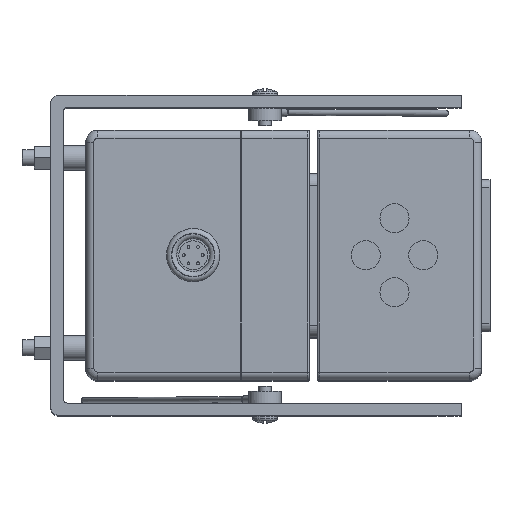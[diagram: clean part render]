
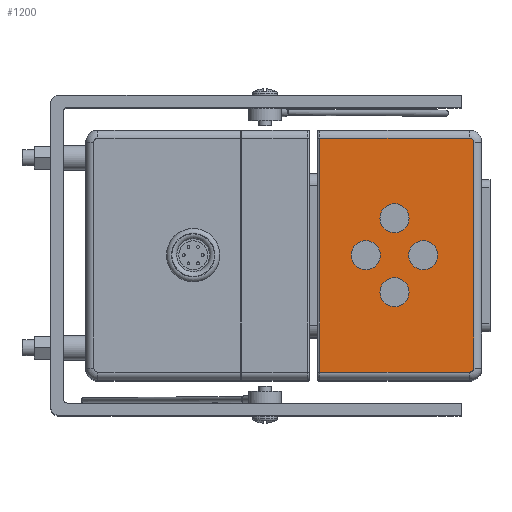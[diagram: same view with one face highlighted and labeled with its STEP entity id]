
A CAD part, top view. The second image highlights one B-rep face of the part: STEP entity #1200.
In plain terms, the highlighted planar face has unit normal (0, 0, 1).
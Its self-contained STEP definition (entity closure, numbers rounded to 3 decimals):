
#28 = FACE_BOUND ( 'NONE', #6379, .T. ) ;
#392 = CIRCLE ( 'NONE', #14134, 3.544 ) ;
#411 = VERTEX_POINT ( 'NONE', #4464 ) ;
#1094 = VECTOR ( 'NONE', #15646, 1000. ) ;
#1180 = CARTESIAN_POINT ( 'NONE',  ( 119.81, 47.95, 23.27 ) ) ;
#1200 = ADVANCED_FACE ( 'NONE', ( #12643, #5380, #28, #4390, #9732 ), #15091, .F. ) ;
#1480 = EDGE_CURVE ( 'NONE', #13948, #10955, #13848, .T. ) ;
#1519 = EDGE_LOOP ( 'NONE', ( #12510 ) ) ;
#1585 = ORIENTED_EDGE ( 'NONE', *, *, #13115, .F. ) ;
#1602 = CARTESIAN_POINT ( 'NONE',  ( 123.265, 38.95, 23.27 ) ) ;
#2375 = AXIS2_PLACEMENT_3D ( 'NONE', #10053, #5668, #8387 ) ;
#2482 = EDGE_CURVE ( 'NONE', #10955, #6790, #16421, .T. ) ;
#3354 = ORIENTED_EDGE ( 'NONE', *, *, #14452, .F. ) ;
#3570 = CIRCLE ( 'NONE', #15620, 1. ) ;
#3665 = CARTESIAN_POINT ( 'NONE',  ( 134.518, 11.45, 23.27 ) ) ;
#3848 = AXIS2_PLACEMENT_3D ( 'NONE', #1602, #8273, #9589 ) ;
#4282 = CARTESIAN_POINT ( 'NONE',  ( 47.018, 67.45, 23.27 ) ) ;
#4339 = DIRECTION ( 'NONE',  ( 0., 0., 1. ) ) ;
#4390 = FACE_BOUND ( 'NONE', #1519, .T. ) ;
#4464 = CARTESIAN_POINT ( 'NONE',  ( 112.81, 38.95, 23.27 ) ) ;
#4657 = CARTESIAN_POINT ( 'NONE',  ( 134.518, 11.45, 23.27 ) ) ;
#4935 = LINE ( 'NONE', #10282, #1094 ) ;
#5148 = CARTESIAN_POINT ( 'NONE',  ( 134.518, 10.45, 23.27 ) ) ;
#5380 = FACE_BOUND ( 'NONE', #9402, .T. ) ;
#5668 = DIRECTION ( 'NONE',  ( 0., 0., 1. ) ) ;
#5720 = DIRECTION ( 'NONE',  ( 0., -1., 0. ) ) ;
#5841 = VECTOR ( 'NONE', #6476, 1000. ) ;
#6042 = CARTESIAN_POINT ( 'NONE',  ( 134.518, 10.45, 23.27 ) ) ;
#6201 = VERTEX_POINT ( 'NONE', #14533 ) ;
#6379 = EDGE_LOOP ( 'NONE', ( #1585 ) ) ;
#6476 = DIRECTION ( 'NONE',  ( 1., 0., 0. ) ) ;
#6493 = ORIENTED_EDGE ( 'NONE', *, *, #1480, .T. ) ;
#6631 = DIRECTION ( 'NONE',  ( -1., 0., 0. ) ) ;
#6790 = VERTEX_POINT ( 'NONE', #14415 ) ;
#7004 = DIRECTION ( 'NONE',  ( -1., 0., 0. ) ) ;
#7128 = CARTESIAN_POINT ( 'NONE',  ( 98.013, 11.45, 23.27 ) ) ;
#7132 = EDGE_CURVE ( 'NONE', #6790, #8674, #11744, .T. ) ;
#7744 = EDGE_CURVE ( 'NONE', #15207, #13948, #15383, .T. ) ;
#7952 = EDGE_CURVE ( 'NONE', #9821, #15207, #4935, .T. ) ;
#8273 = DIRECTION ( 'NONE',  ( 0., 0., 1. ) ) ;
#8387 = DIRECTION ( 'NONE',  ( 1., 0., 0. ) ) ;
#8435 = DIRECTION ( 'NONE',  ( 0., 0., 1. ) ) ;
#8495 = CARTESIAN_POINT ( 'NONE',  ( 116.265, 29.95, 23.27 ) ) ;
#8623 = EDGE_CURVE ( 'NONE', #10252, #10252, #10651, .T. ) ;
#8674 = VERTEX_POINT ( 'NONE', #6042 ) ;
#8687 = DIRECTION ( 'NONE',  ( -1., 0., 0. ) ) ;
#8956 = ORIENTED_EDGE ( 'NONE', *, *, #10614, .T. ) ;
#9091 = CIRCLE ( 'NONE', #2375, 3.544 ) ;
#9402 = EDGE_LOOP ( 'NONE', ( #3354 ) ) ;
#9453 = ORIENTED_EDGE ( 'NONE', *, *, #14114, .F. ) ;
#9589 = DIRECTION ( 'NONE',  ( 1., 0., 0. ) ) ;
#9732 = FACE_OUTER_BOUND ( 'NONE', #16750, .T. ) ;
#9742 = CARTESIAN_POINT ( 'NONE',  ( 109.265, 38.95, 23.27 ) ) ;
#9821 = VERTEX_POINT ( 'NONE', #12550 ) ;
#10053 = CARTESIAN_POINT ( 'NONE',  ( 116.265, 47.95, 23.27 ) ) ;
#10108 = AXIS2_PLACEMENT_3D ( 'NONE', #4657, #11046, #8687 ) ;
#10140 = ORIENTED_EDGE ( 'NONE', *, *, #2482, .T. ) ;
#10252 = VERTEX_POINT ( 'NONE', #15607 ) ;
#10282 = CARTESIAN_POINT ( 'NONE',  ( 135.518, 66.45, 23.27 ) ) ;
#10405 = DIRECTION ( 'NONE',  ( 0., 0., 1. ) ) ;
#10614 = EDGE_CURVE ( 'NONE', #8674, #9821, #3570, .T. ) ;
#10651 = CIRCLE ( 'NONE', #15692, 3.544 ) ;
#10955 = VERTEX_POINT ( 'NONE', #11369 ) ;
#11046 = DIRECTION ( 'NONE',  ( 0., 0., -1. ) ) ;
#11181 = DIRECTION ( 'NONE',  ( -1., 0., 0. ) ) ;
#11369 = CARTESIAN_POINT ( 'NONE',  ( 98.013, 67.45, 23.27 ) ) ;
#11744 = LINE ( 'NONE', #5148, #5841 ) ;
#12330 = CARTESIAN_POINT ( 'NONE',  ( 134.518, 66.45, 23.27 ) ) ;
#12510 = ORIENTED_EDGE ( 'NONE', *, *, #8623, .F. ) ;
#12550 = CARTESIAN_POINT ( 'NONE',  ( 135.518, 11.45, 23.27 ) ) ;
#12643 = FACE_BOUND ( 'NONE', #16579, .T. ) ;
#13031 = VECTOR ( 'NONE', #5720, 1000. ) ;
#13115 = EDGE_CURVE ( 'NONE', #411, #411, #392, .T. ) ;
#13415 = AXIS2_PLACEMENT_3D ( 'NONE', #12330, #4339, #11181 ) ;
#13796 = DIRECTION ( 'NONE',  ( 1., 0., 0. ) ) ;
#13848 = LINE ( 'NONE', #4282, #16080 ) ;
#13948 = VERTEX_POINT ( 'NONE', #14634 ) ;
#14094 = ORIENTED_EDGE ( 'NONE', *, *, #7132, .T. ) ;
#14114 = EDGE_CURVE ( 'NONE', #15673, #15673, #9091, .T. ) ;
#14134 = AXIS2_PLACEMENT_3D ( 'NONE', #9742, #8435, #13796 ) ;
#14228 = ORIENTED_EDGE ( 'NONE', *, *, #7744, .T. ) ;
#14415 = CARTESIAN_POINT ( 'NONE',  ( 98.013, 10.45, 23.27 ) ) ;
#14452 = EDGE_CURVE ( 'NONE', #6201, #6201, #15050, .T. ) ;
#14533 = CARTESIAN_POINT ( 'NONE',  ( 126.81, 38.95, 23.27 ) ) ;
#14634 = CARTESIAN_POINT ( 'NONE',  ( 134.518, 67.45, 23.27 ) ) ;
#15050 = CIRCLE ( 'NONE', #3848, 3.544 ) ;
#15091 = PLANE ( 'NONE',  #10108 ) ;
#15207 = VERTEX_POINT ( 'NONE', #17112 ) ;
#15383 = CIRCLE ( 'NONE', #13415, 1. ) ;
#15607 = CARTESIAN_POINT ( 'NONE',  ( 119.81, 29.95, 23.27 ) ) ;
#15620 = AXIS2_PLACEMENT_3D ( 'NONE', #3665, #10405, #6631 ) ;
#15646 = DIRECTION ( 'NONE',  ( 0., 1., 0. ) ) ;
#15673 = VERTEX_POINT ( 'NONE', #1180 ) ;
#15692 = AXIS2_PLACEMENT_3D ( 'NONE', #8495, #16221, #16303 ) ;
#16080 = VECTOR ( 'NONE', #7004, 1000. ) ;
#16221 = DIRECTION ( 'NONE',  ( 0., 0., 1. ) ) ;
#16303 = DIRECTION ( 'NONE',  ( 1., 0., 0. ) ) ;
#16421 = LINE ( 'NONE', #7128, #13031 ) ;
#16579 = EDGE_LOOP ( 'NONE', ( #9453 ) ) ;
#16750 = EDGE_LOOP ( 'NONE', ( #6493, #10140, #14094, #8956, #16860, #14228 ) ) ;
#16860 = ORIENTED_EDGE ( 'NONE', *, *, #7952, .T. ) ;
#17112 = CARTESIAN_POINT ( 'NONE',  ( 135.518, 66.45, 23.27 ) ) ;
